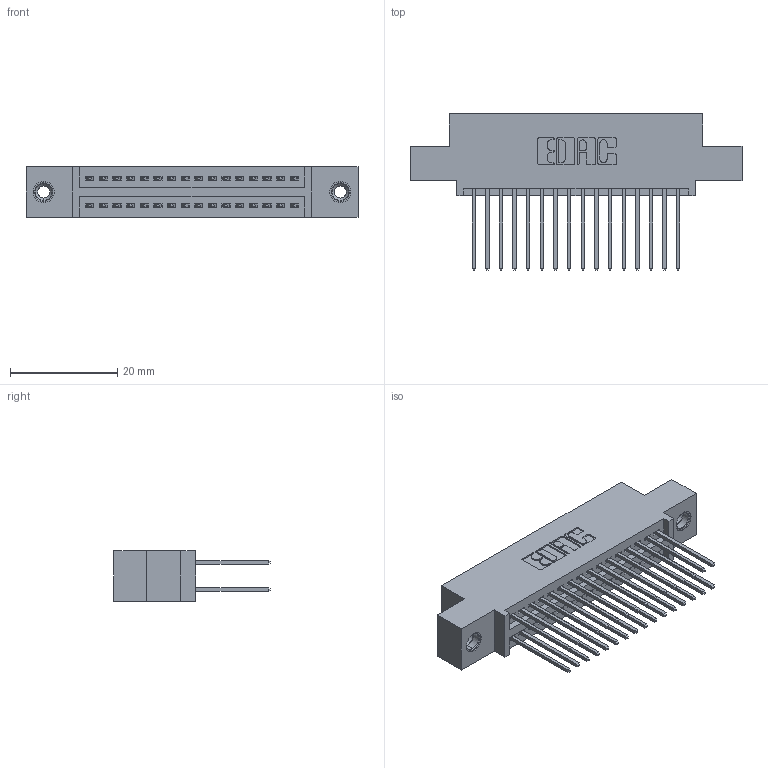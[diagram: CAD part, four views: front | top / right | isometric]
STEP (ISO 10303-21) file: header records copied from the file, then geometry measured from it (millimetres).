
FILE_DESCRIPTION (( 'STEP AP203' ), '1' );
FILE_NAME ('395-032-540-508.STEP', '2018-11-12T20:12:36', ( '' ), ( '' ), 'SwSTEP 2.0', 'SolidWorks 2016', '' );
FILE_SCHEMA (( 'CONFIG_CONTROL_DESIGN' ));
Length unit declared in the file: inch
Products named in the file (4): 395-032-540-508; 345-250-001_345-250-003-102; 345-292-001_345-293-140; 345 Part_0.110 Offset - 0.156 Dia-TI
Assembly tree (35 placements, depth 2):
  395-032-540-508
    345 Part_0.110 Offset - 0.156 Dia-TI
    345-292-001_345-293-140  x32
    345-250-001_345-250-003-102  x2
Bounding box: 61.85 x 29.13 x 9.4 mm (x, y, z)
Volume: 5808.2 mm3; surface area: 8751 mm2
Topology: 35 solids, 35 shells, 1790 faces, 5257 edges, 3454 vertices
Faces by surface type: plane 1172, cylinder 602, cone 12, torus 4
Entity records: 17390 total; most frequent: CARTESIAN_POINT 2923, ORIENTED_EDGE 2850, DIRECTION 2635, EDGE_CURVE 1425, VECTOR 1209, LINE 1209, VERTEX_POINT 944, AXIS2_PLACEMENT_3D 713
